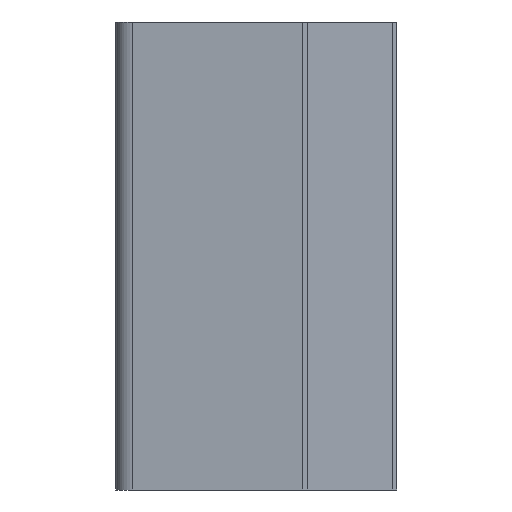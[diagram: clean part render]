
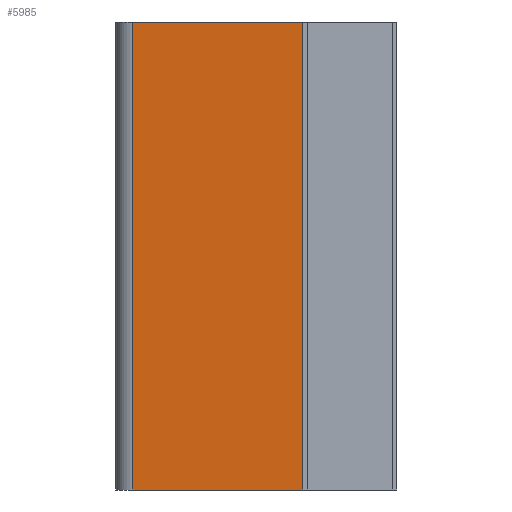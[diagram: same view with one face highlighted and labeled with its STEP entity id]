
A CAD part, left-side view. The second image highlights one B-rep face of the part: STEP entity #5985.
In plain terms, the highlighted planar face has unit normal (-0.995, 0.1, 0).
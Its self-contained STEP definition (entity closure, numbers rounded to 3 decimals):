
#403=FACE_OUTER_BOUND('',#734,.T.);
#734=EDGE_LOOP('',(#3741,#3742,#3743,#3744));
#1096=LINE('',#7703,#1711);
#1097=LINE('',#7705,#1712);
#1098=LINE('',#7707,#1713);
#1099=LINE('',#7708,#1714);
#1711=VECTOR('',#6585,1000.);
#1712=VECTOR('',#6586,1000.);
#1713=VECTOR('',#6587,1000.);
#1714=VECTOR('',#6588,1000.);
#2326=VERTEX_POINT('',#7701);
#2327=VERTEX_POINT('',#7702);
#2328=VERTEX_POINT('',#7704);
#2329=VERTEX_POINT('',#7706);
#2892=EDGE_CURVE('',#2326,#2327,#1096,.T.);
#2893=EDGE_CURVE('',#2327,#2328,#1097,.T.);
#2894=EDGE_CURVE('',#2329,#2328,#1098,.T.);
#2895=EDGE_CURVE('',#2326,#2329,#1099,.T.);
#3741=ORIENTED_EDGE('',*,*,#2892,.T.);
#3742=ORIENTED_EDGE('',*,*,#2893,.T.);
#3743=ORIENTED_EDGE('',*,*,#2894,.F.);
#3744=ORIENTED_EDGE('',*,*,#2895,.F.);
#5436=PLANE('',#6327);
#5985=ADVANCED_FACE('',(#403),#5436,.T.);
#6327=AXIS2_PLACEMENT_3D('',#7700,#6583,#6584);
#6583=DIRECTION('center_axis',(-0.995,0.1,0.));
#6584=DIRECTION('ref_axis',(-0.1,-0.995,0.));
#6585=DIRECTION('',(0.1,0.995,0.));
#6586=DIRECTION('',(0.,0.,-1.));
#6587=DIRECTION('',(0.1,0.995,0.));
#6588=DIRECTION('',(0.,0.,-1.));
#7700=CARTESIAN_POINT('Origin',(-0.664,-0.013,
0.625));
#7701=CARTESIAN_POINT('',(-0.65,0.125,0.625));
#7702=CARTESIAN_POINT('',(-0.605,0.58,0.625));
#7703=CARTESIAN_POINT('',(-0.664,-0.013,0.625));
#7704=CARTESIAN_POINT('',(-0.605,0.58,-0.625));
#7705=CARTESIAN_POINT('',(-0.605,0.58,0.625));
#7706=CARTESIAN_POINT('',(-0.65,0.125,-0.625));
#7707=CARTESIAN_POINT('',(-0.664,-0.013,-0.625));
#7708=CARTESIAN_POINT('',(-0.65,0.125,0.625));
